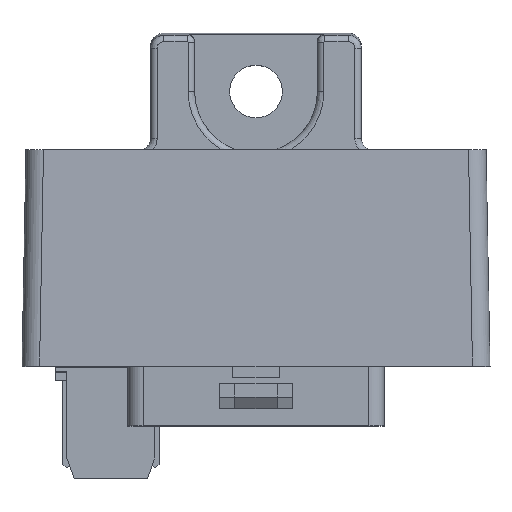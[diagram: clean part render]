
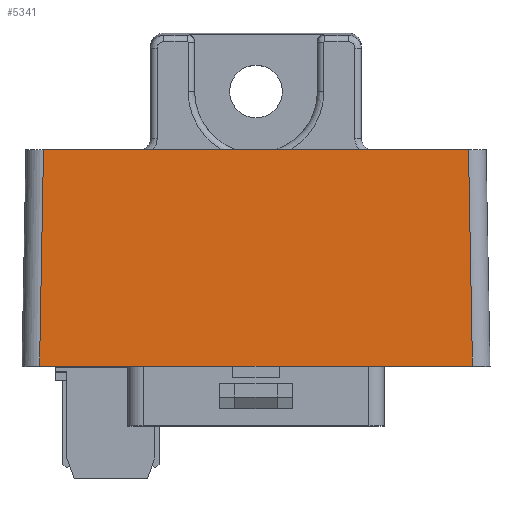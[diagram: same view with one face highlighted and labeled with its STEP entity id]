
A CAD part, top view. The second image highlights one B-rep face of the part: STEP entity #5341.
In plain terms, the highlighted planar face has unit normal (0, 0.02, 1).
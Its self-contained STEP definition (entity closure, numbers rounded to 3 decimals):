
#512=ORIENTED_EDGE('',*,*,#1526,.T.);
#513=ORIENTED_EDGE('',*,*,#1617,.T.);
#514=ORIENTED_EDGE('',*,*,#1618,.F.);
#515=ORIENTED_EDGE('',*,*,#1619,.T.);
#1526=EDGE_CURVE('',#2064,#2087,#2410,.T.);
#1617=EDGE_CURVE('',#2087,#2160,#2497,.F.);
#1618=EDGE_CURVE('',#2161,#2160,#2498,.T.);
#1619=EDGE_CURVE('',#2161,#2064,#2499,.T.);
#2064=VERTEX_POINT('',#7276);
#2087=VERTEX_POINT('',#7341);
#2160=VERTEX_POINT('',#7523);
#2161=VERTEX_POINT('',#7525);
#2410=LINE('',#7342,#2831);
#2497=LINE('',#7522,#2918);
#2498=LINE('',#7524,#2919);
#2499=LINE('',#7526,#2920);
#2831=VECTOR('',#6101,1000.);
#2918=VECTOR('',#6230,1000.);
#2919=VECTOR('',#6231,1000.);
#2920=VECTOR('',#6232,1000.);
#3197=EDGE_LOOP('',(#512,#513,#514,#515));
#3439=FACE_BOUND('',#3197,.T.);
#3662=PLANE('',#5616);
#5341=ADVANCED_FACE('',(#3439),#3662,.T.);
#5616=AXIS2_PLACEMENT_3D('',#7521,#6228,#6229);
#6101=DIRECTION('',(-1.,0.,0.));
#6228=DIRECTION('',(0.,0.02,1.));
#6229=DIRECTION('',(1.,0.,0.));
#6230=DIRECTION('',(0.018,1.,-0.02));
#6231=DIRECTION('',(-1.,0.,0.));
#6232=DIRECTION('',(-0.018,1.,-0.02));
#7276=CARTESIAN_POINT('',(18.161,18.5,14.636));
#7341=CARTESIAN_POINT('',(-18.161,18.5,14.636));
#7342=CARTESIAN_POINT('',(0.,18.5,14.636));
#7521=CARTESIAN_POINT('',(20.,18.496,14.636));
#7522=CARTESIAN_POINT('',(-18.148,19.195,14.622));
#7523=CARTESIAN_POINT('',(-18.5,0.,14.999));
#7524=CARTESIAN_POINT('',(0.,0.,14.999));
#7525=CARTESIAN_POINT('',(18.5,0.,14.999));
#7526=CARTESIAN_POINT('',(18.162,18.463,14.636));
